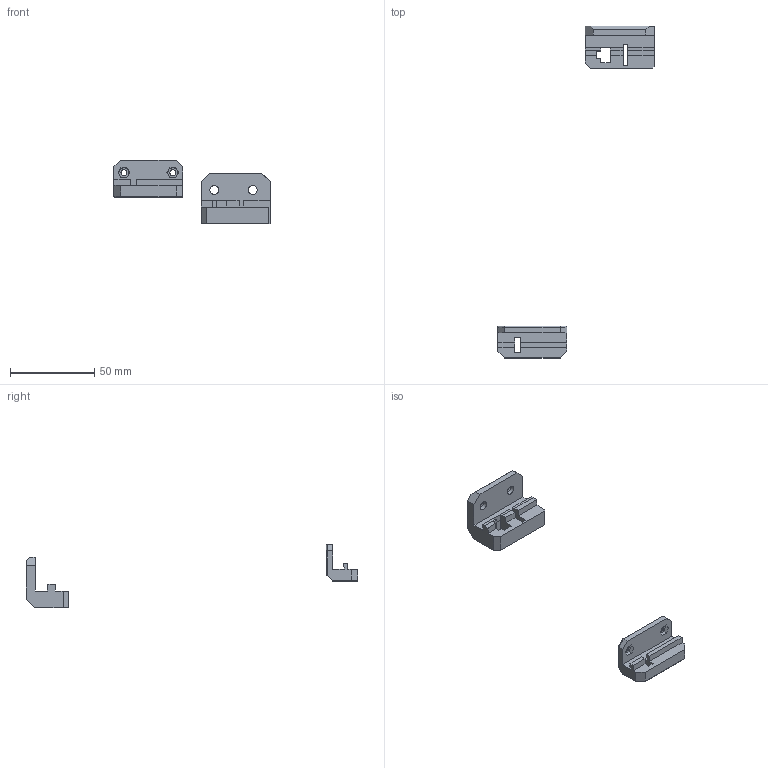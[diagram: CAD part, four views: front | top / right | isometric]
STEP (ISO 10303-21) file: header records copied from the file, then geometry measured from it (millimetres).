
FILE_DESCRIPTION(/* description */ (''),/* implementation_level */ '2;1');
FILE_NAME(/* name */ 'Servo_Mount_v1.1_2020.step',/* time_stamp */ '2023-12-24T13:55:19-05:00',/* author */ (''),/* organization */ (''),/* preprocessor_version */ 'ST-DEVELOPER v20',/* originating_system */ 'Autodesk Translation Framework v12.14.0.127',/* authorisation */ '');
FILE_SCHEMA (('AUTOMOTIVE_DESIGN { 1 0 10303 214 3 1 1 }'));
Length unit declared in the file: millimetre
Products named in the file (1): (Unsaved)
Bounding box: 92.7 x 196.73 x 37.79 mm (x, y, z)
Volume: 18792 mm3; surface area: 10533.6 mm2
Topology: 2 solids, 2 shells, 281 faces, 785 edges, 521 vertices
Faces by surface type: plane 160, bspline 96, cylinder 25
Full cylindrical faces by diameter (mm): 3 x2, 3.5 x2, 5.25 x2, 6 x2, 9.5 x2
Entity records: 9863 total; most frequent: CARTESIAN_POINT 3164, ORIENTED_EDGE 1570, DIRECTION 1016, EDGE_CURVE 785, LINE 550, VECTOR 550, VERTEX_POINT 521, EDGE_LOOP 312
